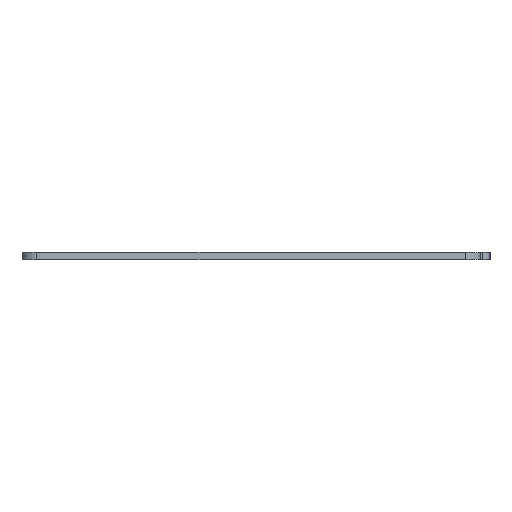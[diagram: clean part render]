
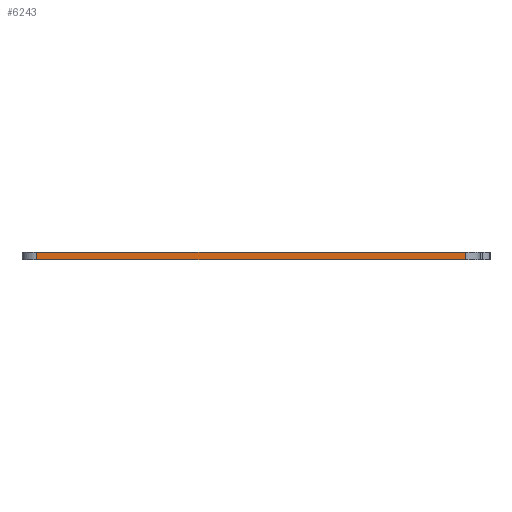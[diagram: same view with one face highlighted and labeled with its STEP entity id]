
A CAD part, left-side view. The second image highlights one B-rep face of the part: STEP entity #6243.
In plain terms, the highlighted planar face has unit normal (-1, 0, 0).
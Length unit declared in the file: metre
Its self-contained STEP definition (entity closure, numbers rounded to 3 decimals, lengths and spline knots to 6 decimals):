
#1266=ORIENTED_EDGE('',*,*,#2716,.F.);
#1267=ORIENTED_EDGE('',*,*,#2717,.T.);
#1268=ORIENTED_EDGE('',*,*,#2708,.T.);
#1269=ORIENTED_EDGE('',*,*,#2718,.F.);
#2708=EDGE_CURVE('',#3434,#3433,#3786,.T.);
#2716=EDGE_CURVE('',#3440,#3441,#3792,.T.);
#2717=EDGE_CURVE('',#3440,#3434,#3793,.F.);
#2718=EDGE_CURVE('',#3441,#3433,#3794,.F.);
#3433=VERTEX_POINT('',#10179);
#3434=VERTEX_POINT('',#10181);
#3440=VERTEX_POINT('',#10197);
#3441=VERTEX_POINT('',#10198);
#3786=LINE('',#10180,#3900);
#3792=LINE('',#10196,#3906);
#3793=LINE('',#10199,#3907);
#3794=LINE('',#10200,#3908);
#3900=VECTOR('',#8161,1.);
#3906=VECTOR('',#8175,1.);
#3907=VECTOR('',#8176,1.);
#3908=VECTOR('',#8177,1.);
#4257=EDGE_LOOP('',(#1266,#1267,#1268,#1269));
#5369=FACE_BOUND('',#4257,.T.);
#6219=PLANE('',#6892);
#6243=ADVANCED_FACE('',(#5369),#6219,.T.);
#6892=AXIS2_PLACEMENT_3D('',#10195,#8173,#8174);
#8161=DIRECTION('',(0.,1.,0.));
#8173=DIRECTION('',(-1.,0.,0.));
#8174=DIRECTION('',(0.,1.,0.));
#8175=DIRECTION('',(0.,1.,0.));
#8176=DIRECTION('',(0.,0.,-1.));
#8177=DIRECTION('',(0.,0.,-1.));
#10179=CARTESIAN_POINT('',(-0.087963,0.0431,-0.0035));
#10180=CARTESIAN_POINT('',(-0.087963,-0.0015,-0.0035));
#10181=CARTESIAN_POINT('',(-0.087962,-0.0441,-0.0035));
#10195=CARTESIAN_POINT('',(-0.087963,-0.0015,-0.0043));
#10196=CARTESIAN_POINT('',(-0.087963,-0.0015,-0.0051));
#10197=CARTESIAN_POINT('',(-0.087962,-0.0441,-0.0051));
#10198=CARTESIAN_POINT('',(-0.087963,0.0431,-0.0051));
#10199=CARTESIAN_POINT('',(-0.087962,-0.0441,-0.0043));
#10200=CARTESIAN_POINT('',(-0.087963,0.0431,-0.0043));
